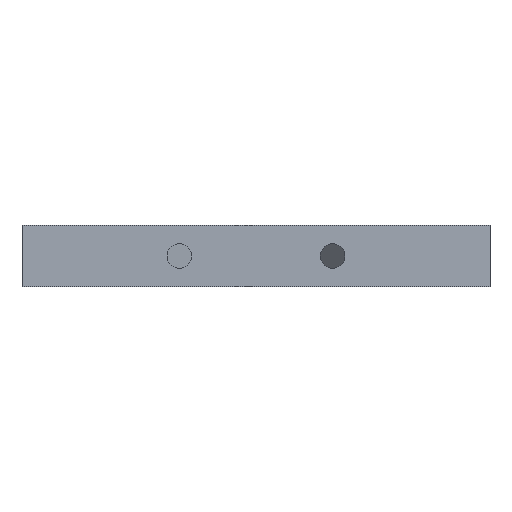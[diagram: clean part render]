
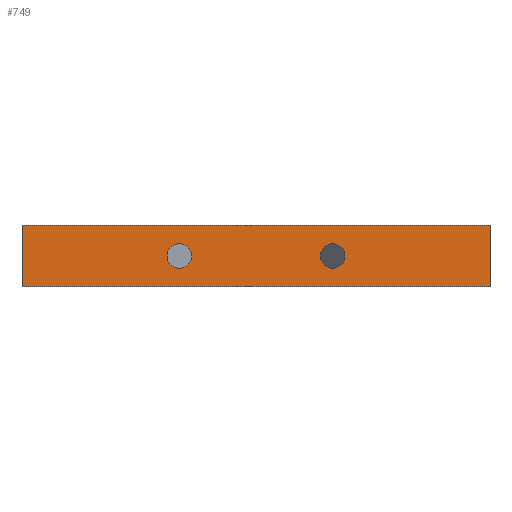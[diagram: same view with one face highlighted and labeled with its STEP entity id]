
A CAD part, front view. The second image highlights one B-rep face of the part: STEP entity #749.
In plain terms, the highlighted planar face has unit normal (0, -1, 0).
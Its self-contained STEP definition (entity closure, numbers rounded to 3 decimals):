
#35=FACE_BOUND('',#138,.T.);
#36=FACE_BOUND('',#139,.T.);
#59=CIRCLE('',#802,0.8);
#60=CIRCLE('',#803,0.8);
#99=FACE_OUTER_BOUND('',#137,.T.);
#137=EDGE_LOOP('',(#515,#516,#517,#518));
#138=EDGE_LOOP('',(#519));
#139=EDGE_LOOP('',(#520));
#199=LINE('',#1109,#267);
#200=LINE('',#1111,#268);
#201=LINE('',#1113,#269);
#202=LINE('',#1114,#270);
#267=VECTOR('',#883,10.);
#268=VECTOR('',#884,10.);
#269=VECTOR('',#885,10.);
#270=VECTOR('',#886,10.);
#335=VERTEX_POINT('',#1107);
#336=VERTEX_POINT('',#1108);
#337=VERTEX_POINT('',#1110);
#338=VERTEX_POINT('',#1112);
#339=VERTEX_POINT('',#1115);
#340=VERTEX_POINT('',#1117);
#407=EDGE_CURVE('',#335,#336,#199,.T.);
#408=EDGE_CURVE('',#336,#337,#200,.T.);
#409=EDGE_CURVE('',#337,#338,#201,.T.);
#410=EDGE_CURVE('',#338,#335,#202,.T.);
#411=EDGE_CURVE('',#339,#339,#59,.T.);
#412=EDGE_CURVE('',#340,#340,#60,.T.);
#515=ORIENTED_EDGE('',*,*,#407,.T.);
#516=ORIENTED_EDGE('',*,*,#408,.T.);
#517=ORIENTED_EDGE('',*,*,#409,.T.);
#518=ORIENTED_EDGE('',*,*,#410,.T.);
#519=ORIENTED_EDGE('',*,*,#411,.T.);
#520=ORIENTED_EDGE('',*,*,#412,.T.);
#731=PLANE('',#801);
#749=ADVANCED_FACE('',(#99,#35,#36),#731,.T.);
#801=AXIS2_PLACEMENT_3D('',#1106,#881,#882);
#802=AXIS2_PLACEMENT_3D('',#1116,#887,#888);
#803=AXIS2_PLACEMENT_3D('',#1118,#889,#890);
#881=DIRECTION('center_axis',(0.,-1.,0.));
#882=DIRECTION('ref_axis',(-1.,0.,0.));
#883=DIRECTION('',(0.,0.,-1.));
#884=DIRECTION('',(1.,0.,0.));
#885=DIRECTION('',(0.,0.,1.));
#886=DIRECTION('',(-1.,0.,0.));
#887=DIRECTION('center_axis',(0.,1.,0.));
#888=DIRECTION('ref_axis',(-1.,0.,0.));
#889=DIRECTION('center_axis',(0.,1.,0.));
#890=DIRECTION('ref_axis',(-1.,0.,0.));
#1106=CARTESIAN_POINT('Origin',(7.275,229.108,-64.76));
#1107=CARTESIAN_POINT('',(-23.225,229.108,-64.26));
#1108=CARTESIAN_POINT('',(-23.225,229.108,-68.26));
#1109=CARTESIAN_POINT('',(-23.225,229.108,-64.76));
#1110=CARTESIAN_POINT('',(7.275,229.108,-68.26));
#1111=CARTESIAN_POINT('',(-0.35,229.108,-68.26));
#1112=CARTESIAN_POINT('',(7.275,229.108,-64.26));
#1113=CARTESIAN_POINT('',(7.275,229.108,-67.76));
#1114=CARTESIAN_POINT('',(-0.35,229.108,-64.26));
#1115=CARTESIAN_POINT('',(-2.175,229.108,-66.26));
#1116=CARTESIAN_POINT('Origin',(-2.975,229.108,-66.26));
#1117=CARTESIAN_POINT('',(-12.175,229.108,-66.26));
#1118=CARTESIAN_POINT('Origin',(-12.975,229.108,-66.26));
